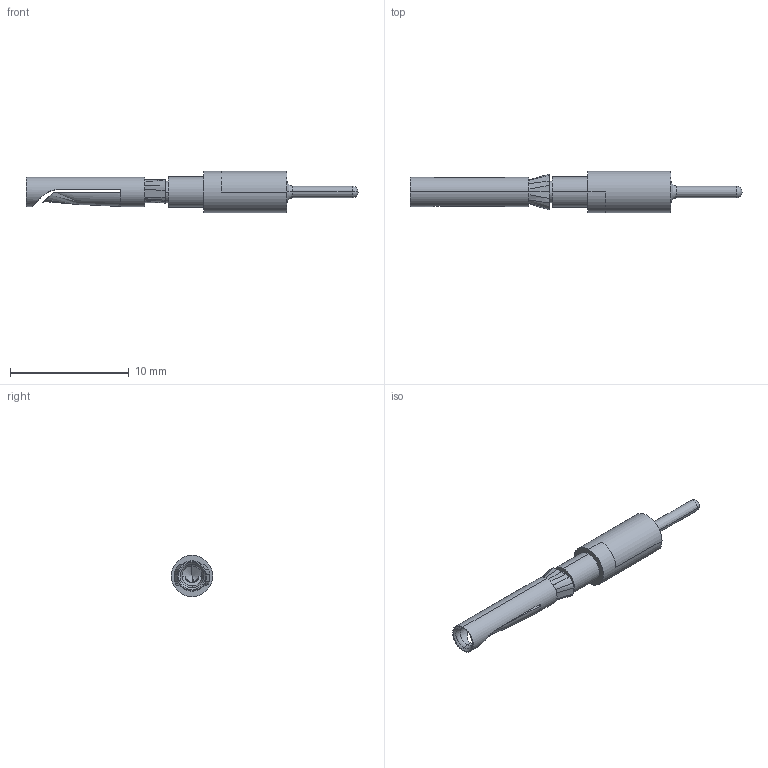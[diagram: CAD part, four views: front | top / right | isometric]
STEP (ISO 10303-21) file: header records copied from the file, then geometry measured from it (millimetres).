
FILE_DESCRIPTION((''),'2;1');
FILE_NAME('3D_1010171240002_CDSF-P1_0S_V1_','2017-10-12T',('tl.yang'),(''),'PRO/ENGINEER BY PARAMETRIC TECHNOLOGY CORPORATION, 2011500','PRO/ENGINEER BY PARAMETRIC TECHNOLOGY CORPORATION, 2011500','');
FILE_SCHEMA(('CONFIG_CONTROL_DESIGN'));
Length unit declared in the file: millimetre
Products named in the file (1): 3D_1010171240002_CDSF-P1_0S_V1_
Bounding box: 28 x 3.5 x 3.5 mm (x, y, z)
Volume: 116.4 mm3; surface area: 296.5 mm2
Topology: 1 solids, 1 shells, 90 faces, 239 edges, 150 vertices
Faces by surface type: bspline 44, plane 19, cylinder 15, torus 6, cone 4, sphere 2
Entity records: 4228 total; most frequent: CARTESIAN_POINT 2251, ORIENTED_EDGE 470, DIRECTION 288, EDGE_CURVE 235, VERTEX_POINT 150, AXIS2_PLACEMENT_3D 105, B_SPLINE_CURVE_WITH_KNOTS 98, EDGE_LOOP 95
